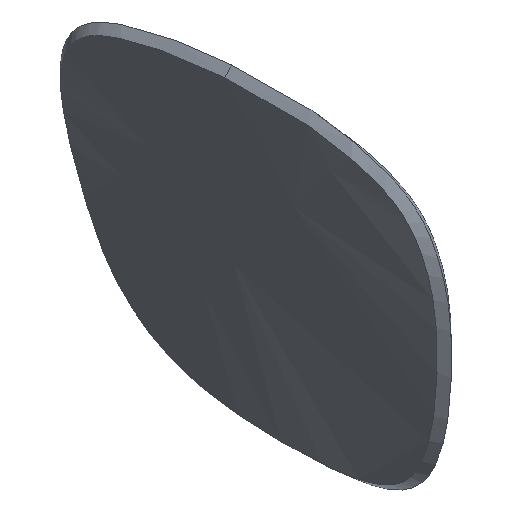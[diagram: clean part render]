
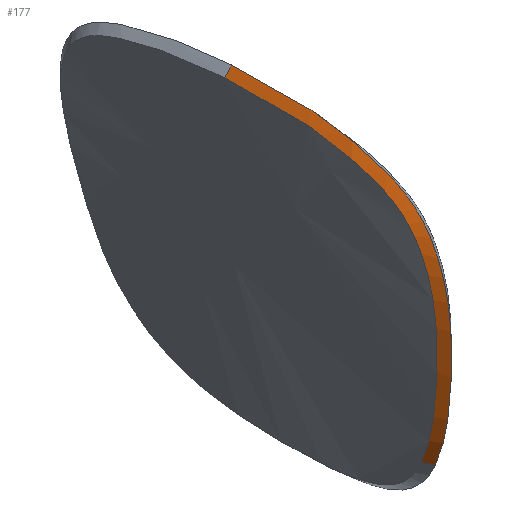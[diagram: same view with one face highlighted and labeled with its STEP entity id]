
A CAD part, isometric view. The second image highlights one B-rep face of the part: STEP entity #177.
In plain terms, the highlighted free-form (B-spline) face has degree [5, 1] with [24, 2] control points.
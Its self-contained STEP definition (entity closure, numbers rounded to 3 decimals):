
#53=CARTESIAN_POINT('Control Point',(-1.049,-22.544,-12.419)) ;
#54=CARTESIAN_POINT('Control Point',(-0.055,-23.467,-12.82)) ;
#55=CARTESIAN_POINT('Control Point',(-1.023,-23.328,-10.633)) ;
#56=CARTESIAN_POINT('Control Point',(-0.027,-24.3,-10.915)) ;
#57=CARTESIAN_POINT('Control Point',(-0.974,-23.824,-8.67)) ;
#58=CARTESIAN_POINT('Control Point',(0.025,-24.808,-8.869)) ;
#59=CARTESIAN_POINT('Control Point',(-0.932,-24.137,-6.734)) ;
#60=CARTESIAN_POINT('Control Point',(0.068,-25.13,-6.873)) ;
#61=CARTESIAN_POINT('Control Point',(-0.869,-24.539,-2.846)) ;
#62=CARTESIAN_POINT('Control Point',(0.131,-25.539,-2.893)) ;
#63=CARTESIAN_POINT('Control Point',(-0.873,-24.624,1.09)) ;
#64=CARTESIAN_POINT('Control Point',(0.127,-25.624,1.108)) ;
#65=CARTESIAN_POINT('Control Point',(-0.896,-24.617,3.11)) ;
#66=CARTESIAN_POINT('Control Point',(0.103,-25.618,3.162)) ;
#67=CARTESIAN_POINT('Control Point',(-0.962,-24.437,6.513)) ;
#68=CARTESIAN_POINT('Control Point',(0.036,-25.434,6.659)) ;
#69=CARTESIAN_POINT('Control Point',(-1.03,-23.735,9.778)) ;
#70=CARTESIAN_POINT('Control Point',(-0.035,-24.698,10.077)) ;
#71=CARTESIAN_POINT('Control Point',(-1.056,-23.298,11.191)) ;
#72=CARTESIAN_POINT('Control Point',(-0.063,-24.24,11.563)) ;
#73=CARTESIAN_POINT('Control Point',(-1.082,-22.312,13.399)) ;
#74=CARTESIAN_POINT('Control Point',(-0.091,-23.189,13.926)) ;
#75=CARTESIAN_POINT('Control Point',(-1.049,-20.814,15.177)) ;
#76=CARTESIAN_POINT('Control Point',(-0.054,-21.536,15.887)) ;
#77=CARTESIAN_POINT('Control Point',(-1.023,-20.143,15.781)) ;
#78=CARTESIAN_POINT('Control Point',(-0.025,-20.782,16.563)) ;
#79=CARTESIAN_POINT('Control Point',(-0.935,-18.445,16.906)) ;
#80=CARTESIAN_POINT('Control Point',(0.073,-18.898,17.8)) ;
#81=CARTESIAN_POINT('Control Point',(-0.807,-16.439,17.632)) ;
#82=CARTESIAN_POINT('Control Point',(0.21,-16.77,18.56)) ;
#83=CARTESIAN_POINT('Control Point',(-0.732,-15.247,17.966)) ;
#84=CARTESIAN_POINT('Control Point',(0.287,-15.541,18.903)) ;
#85=CARTESIAN_POINT('Control Point',(-0.547,-12.071,18.729)) ;
#86=CARTESIAN_POINT('Control Point',(0.477,-12.271,19.687)) ;
#87=CARTESIAN_POINT('Control Point',(-0.398,-8.803,19.172)) ;
#88=CARTESIAN_POINT('Control Point',(0.628,-8.931,20.138)) ;
#89=CARTESIAN_POINT('Control Point',(-0.324,-6.726,19.343)) ;
#90=CARTESIAN_POINT('Control Point',(0.704,-6.807,20.312)) ;
#91=CARTESIAN_POINT('Control Point',(-0.233,-3.04,19.511)) ;
#92=CARTESIAN_POINT('Control Point',(0.796,-3.057,20.481)) ;
#93=CARTESIAN_POINT('Control Point',(-0.219,0.661,19.486)) ;
#94=CARTESIAN_POINT('Control Point',(0.81,0.697,20.455)) ;
#95=CARTESIAN_POINT('Control Point',(-0.229,2.294,19.444)) ;
#96=CARTESIAN_POINT('Control Point',(0.8,2.337,20.415)) ;
#97=CARTESIAN_POINT('Control Point',(-0.252,3.85,19.373)) ;
#98=CARTESIAN_POINT('Control Point',(0.777,3.932,20.34)) ;
#99=CARTESIAN_POINT('Control Point',(-0.29,5.421,19.271)) ;
#100=CARTESIAN_POINT('Control Point',(0.738,5.525,20.237)) ;
#102=CARTESIAN_POINT('Control Point',(-1.049,-22.544,-12.419)) ;
#103=CARTESIAN_POINT('Control Point',(-1.023,-23.328,-10.633)) ;
#104=CARTESIAN_POINT('Control Point',(-0.974,-23.824,-8.67)) ;
#105=CARTESIAN_POINT('Control Point',(-0.932,-24.137,-6.734)) ;
#106=CARTESIAN_POINT('Control Point',(-0.869,-24.539,-2.846)) ;
#107=CARTESIAN_POINT('Control Point',(-0.873,-24.624,1.09)) ;
#108=CARTESIAN_POINT('Control Point',(-0.896,-24.617,3.11)) ;
#109=CARTESIAN_POINT('Control Point',(-0.962,-24.437,6.513)) ;
#110=CARTESIAN_POINT('Control Point',(-1.03,-23.735,9.778)) ;
#111=CARTESIAN_POINT('Control Point',(-1.056,-23.298,11.191)) ;
#112=CARTESIAN_POINT('Control Point',(-1.082,-22.312,13.399)) ;
#113=CARTESIAN_POINT('Control Point',(-1.049,-20.814,15.177)) ;
#114=CARTESIAN_POINT('Control Point',(-1.023,-20.143,15.781)) ;
#115=CARTESIAN_POINT('Control Point',(-0.935,-18.445,16.906)) ;
#116=CARTESIAN_POINT('Control Point',(-0.807,-16.439,17.632)) ;
#117=CARTESIAN_POINT('Control Point',(-0.732,-15.247,17.966)) ;
#118=CARTESIAN_POINT('Control Point',(-0.547,-12.071,18.729)) ;
#119=CARTESIAN_POINT('Control Point',(-0.398,-8.803,19.172)) ;
#120=CARTESIAN_POINT('Control Point',(-0.324,-6.726,19.343)) ;
#121=CARTESIAN_POINT('Control Point',(-0.234,-3.052,19.51)) ;
#122=CARTESIAN_POINT('Control Point',(-0.219,0.636,19.486)) ;
#123=CARTESIAN_POINT('Control Point',(-0.229,2.255,19.445)) ;
#124=CARTESIAN_POINT('Control Point',(-0.251,3.8,19.375)) ;
#125=CARTESIAN_POINT('Control Point',(-0.288,5.358,19.275)) ;
#126=CARTESIAN_POINT('Vertex',(-1.049,-22.544,-12.419)) ;
#128=CARTESIAN_POINT('Vertex',(-0.288,5.358,19.275)) ;
#132=CARTESIAN_POINT('Control Point',(-1.049,-22.544,-12.419)) ;
#133=CARTESIAN_POINT('Control Point',(-0.055,-23.467,-12.82)) ;
#134=CARTESIAN_POINT('Vertex',(-0.055,-23.467,-12.82)) ;
#138=CARTESIAN_POINT('Control Point',(-0.055,-23.467,-12.82)) ;
#139=CARTESIAN_POINT('Control Point',(-0.027,-24.3,-10.915)) ;
#140=CARTESIAN_POINT('Control Point',(0.025,-24.808,-8.869)) ;
#141=CARTESIAN_POINT('Control Point',(0.068,-25.13,-6.873)) ;
#142=CARTESIAN_POINT('Control Point',(0.131,-25.539,-2.893)) ;
#143=CARTESIAN_POINT('Control Point',(0.127,-25.624,1.108)) ;
#144=CARTESIAN_POINT('Control Point',(0.103,-25.618,3.162)) ;
#145=CARTESIAN_POINT('Control Point',(0.036,-25.434,6.659)) ;
#146=CARTESIAN_POINT('Control Point',(-0.035,-24.698,10.077)) ;
#147=CARTESIAN_POINT('Control Point',(-0.063,-24.24,11.563)) ;
#148=CARTESIAN_POINT('Control Point',(-0.091,-23.189,13.926)) ;
#149=CARTESIAN_POINT('Control Point',(-0.054,-21.536,15.887)) ;
#150=CARTESIAN_POINT('Control Point',(-0.025,-20.782,16.563)) ;
#151=CARTESIAN_POINT('Control Point',(0.073,-18.898,17.8)) ;
#152=CARTESIAN_POINT('Control Point',(0.21,-16.77,18.56)) ;
#153=CARTESIAN_POINT('Control Point',(0.287,-15.541,18.903)) ;
#154=CARTESIAN_POINT('Control Point',(0.477,-12.271,19.687)) ;
#155=CARTESIAN_POINT('Control Point',(0.628,-8.931,20.138)) ;
#156=CARTESIAN_POINT('Control Point',(0.704,-6.807,20.312)) ;
#157=CARTESIAN_POINT('Control Point',(0.796,-3.078,20.481)) ;
#158=CARTESIAN_POINT('Control Point',(0.81,0.656,20.455)) ;
#159=CARTESIAN_POINT('Control Point',(0.801,2.274,20.416)) ;
#160=CARTESIAN_POINT('Control Point',(0.778,3.85,20.344)) ;
#161=CARTESIAN_POINT('Control Point',(0.741,5.423,20.243)) ;
#162=CARTESIAN_POINT('Vertex',(0.741,5.423,20.243)) ;
#166=CARTESIAN_POINT('Control Point',(-0.288,5.358,19.275)) ;
#167=CARTESIAN_POINT('Control Point',(0.055,5.38,19.598)) ;
#168=CARTESIAN_POINT('Control Point',(0.398,5.402,19.92)) ;
#169=CARTESIAN_POINT('Control Point',(0.741,5.423,20.243)) ;
#172=ORIENTED_EDGE('',*,*,#130,.F.) ;
#173=ORIENTED_EDGE('',*,*,#136,.T.) ;
#174=ORIENTED_EDGE('',*,*,#164,.T.) ;
#175=ORIENTED_EDGE('',*,*,#170,.F.) ;
#177=ADVANCED_FACE('lens solid',(#176),#52,.F.) ;
#101=B_SPLINE_CURVE_WITH_KNOTS('',5,(#102,#103,#104,#105,#106,#107,#108,#109,#110,#111,#112,#113,#114,#115,#116,#117,#118,#119,#120,#121,#122,#123,#124,#125),.UNSPECIFIED.,.F.,.U.,(6,3,3,3,3,3,3,6),(0.,10.059,19.83,27.185,32.018,37.938,48.65,56.534),.UNSPECIFIED.) ;
#131=B_SPLINE_CURVE_WITH_KNOTS('',1,(#132,#133),.UNSPECIFIED.,.F.,.U.,(2,2),(-0.707,0.707),.UNSPECIFIED.) ;
#137=B_SPLINE_CURVE_WITH_KNOTS('',5,(#138,#139,#140,#141,#142,#143,#144,#145,#146,#147,#148,#149,#150,#151,#152,#153,#154,#155,#156,#157,#158,#159,#160,#161),.UNSPECIFIED.,.F.,.U.,(6,3,3,3,3,3,3,6),(0.,10.059,19.83,27.185,32.018,37.938,48.65,56.496),.UNSPECIFIED.) ;
#165=B_SPLINE_CURVE_WITH_KNOTS('',3,(#166,#167,#168,#169),.UNSPECIFIED.,.F.,.U.,(4,4),(-0.707,0.707),.UNSPECIFIED.) ;
#52=B_SPLINE_SURFACE_WITH_KNOTS('',5,1,((#53,#54),(#55,#56),(#57,#58),(#59,#60),(#61,#62),(#63,#64),(#65,#66),(#67,#68),(#69,#70),(#71,#72),(#73,#74),(#75,#76),(#77,#78),(#79,#80),(#81,#82),(#83,#84),(#85,#86),(#87,#88),(#89,#90),(#91,#92),(#93,#94),(#95,#96),(#97,#98),(#99,#100)),.UNSPECIFIED.,.F.,.F.,.U.,(6,3,3,3,3,3,3,6),(2,2),(0.,10.059,19.83,27.185,32.018,37.938,48.65,56.598),(-0.707,0.707),.UNSPECIFIED.) ;
#130=EDGE_CURVE('',#127,#129,#101,.T.) ;
#136=EDGE_CURVE('',#127,#135,#131,.T.) ;
#164=EDGE_CURVE('',#135,#163,#137,.T.) ;
#170=EDGE_CURVE('',#129,#163,#165,.T.) ;
#171=EDGE_LOOP('',(#172,#173,#174,#175)) ;
#176=FACE_OUTER_BOUND('',#171,.T.) ;
#127=VERTEX_POINT('',#126) ;
#129=VERTEX_POINT('',#128) ;
#135=VERTEX_POINT('',#134) ;
#163=VERTEX_POINT('',#162) ;
